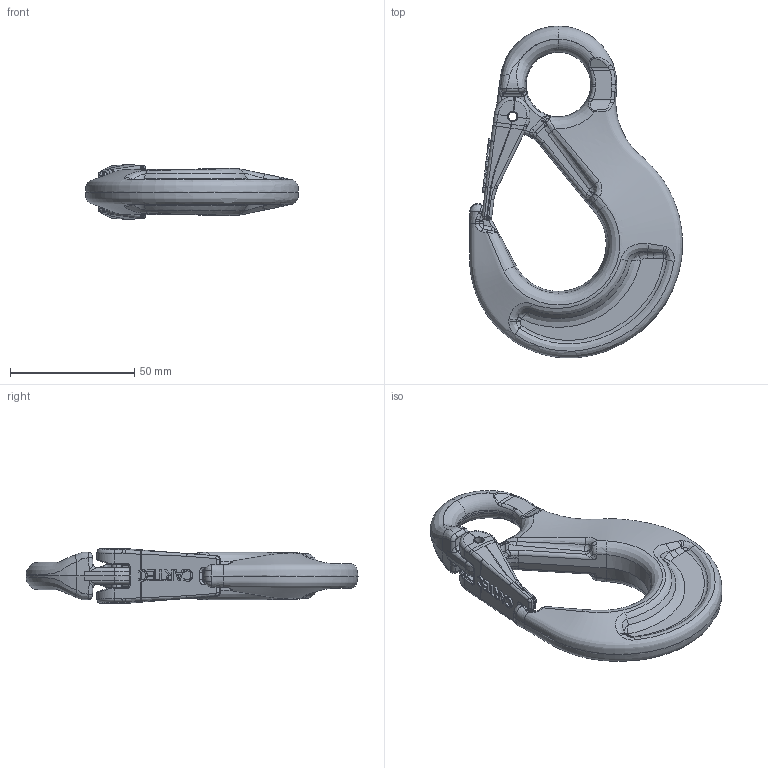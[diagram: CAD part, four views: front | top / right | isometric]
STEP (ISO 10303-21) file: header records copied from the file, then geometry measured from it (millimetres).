
FILE_DESCRIPTION(('STEP AP214'),'1');
FILE_NAME('ca_08.stp','2018-01-22T15:01:58',('TraceParts'),('TraceParts S.A.'),'Spatial InterOp 3D',' ',' ');
FILE_SCHEMA(('automotive_design'));
Length unit declared in the file: millimetre
Products named in the file (3): ca_08_1; ca_08_2; ca_08_3
Bounding box: 85.63 x 133.51 x 22 mm (x, y, z)
Volume: 64187.5 mm3; surface area: 19871.9 mm2
Topology: 3 solids, 3 shells, 795 faces, 2018 edges, 1183 vertices
Faces by surface type: bspline 443, plane 136, cylinder 126, torus 42, cone 32, sphere 16
Entity records: 104438 total; most frequent: CARTESIAN_POINT 81814, ORIENTED_EDGE 3934, DIRECTION 2679, EDGE_CURVE 1967, VERTEX_POINT 1183, AXIS2_PLACEMENT_3D 1081, EDGE_LOOP 810, STYLED_ITEM 798
